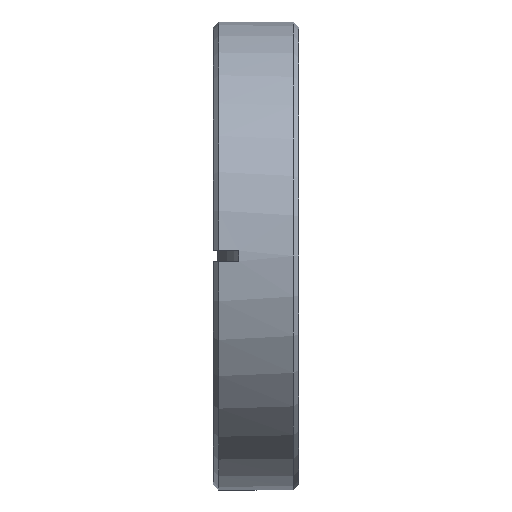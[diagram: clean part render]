
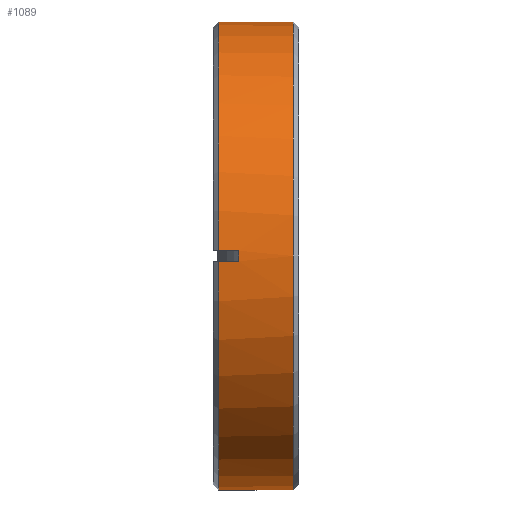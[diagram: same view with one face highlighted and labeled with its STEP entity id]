
A CAD part, left-side view. The second image highlights one B-rep face of the part: STEP entity #1089.
In plain terms, the highlighted cylindrical face has radius 34.925 mm (diameter 69.85 mm), a partial arc.
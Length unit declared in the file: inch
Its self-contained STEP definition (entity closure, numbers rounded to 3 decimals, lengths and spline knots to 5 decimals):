
#18 = CIRCLE ( 'NONE', #270, 1.375 ) ;
#64 = CARTESIAN_POINT ( 'NONE',  ( -1.37465, 0., 0.031 ) ) ;
#80 = CARTESIAN_POINT ( 'NONE',  ( 0., 0.03, 1.375 ) ) ;
#185 = LINE ( 'NONE', #796, #981 ) ;
#214 = EDGE_CURVE ( 'NONE', #1938, #284, #18, .T. ) ;
#270 = AXIS2_PLACEMENT_3D ( 'NONE', #1741, #1309, #1898 ) ;
#284 = VERTEX_POINT ( 'NONE', #80 ) ;
#322 = ORIENTED_EDGE ( 'NONE', *, *, #1592, .T. ) ;
#359 = EDGE_CURVE ( 'NONE', #456, #466, #1007, .T. ) ;
#366 = DIRECTION ( 'NONE',  ( 0., 0., 1. ) ) ;
#384 = DIRECTION ( 'NONE',  ( 0., -1., 0. ) ) ;
#391 = CARTESIAN_POINT ( 'NONE',  ( -1.37512, 0.35206, -0.00002 ) ) ;
#416 = VERTEX_POINT ( 'NONE', #1237 ) ;
#456 = VERTEX_POINT ( 'NONE', #1068 ) ;
#466 = VERTEX_POINT ( 'NONE', #778 ) ;
#483 = DIRECTION ( 'NONE',  ( 0., 1., 0. ) ) ;
#553 = CARTESIAN_POINT ( 'NONE',  ( 0., 0.47, -1.375 ) ) ;
#574 = ORIENTED_EDGE ( 'NONE', *, *, #939, .T. ) ;
#622 = AXIS2_PLACEMENT_3D ( 'NONE', #962, #483, #366 ) ;
#626 = EDGE_CURVE ( 'NONE', #1336, #416, #1561, .T. ) ;
#636 = CYLINDRICAL_SURFACE ( 'NONE', #622, 1.375 ) ;
#656 = AXIS2_PLACEMENT_3D ( 'NONE', #1812, #1324, #997 ) ;
#659 = VECTOR ( 'NONE', #1613, 39.37008 ) ;
#691 = CARTESIAN_POINT ( 'NONE',  ( -1.37465, 0.35212, 0.031 ) ) ;
#706 = AXIS2_PLACEMENT_3D ( 'NONE', #1557, #1248, #1414 ) ;
#720 = ORIENTED_EDGE ( 'NONE', *, *, #626, .F. ) ;
#727 = VECTOR ( 'NONE', #1391, 39.37008 ) ;
#778 = CARTESIAN_POINT ( 'NONE',  ( -1.37465, 0.35212, 0.031 ) ) ;
#796 = CARTESIAN_POINT ( 'NONE',  ( -1.37465, 0., -0.031 ) ) ;
#843 = CARTESIAN_POINT ( 'NONE',  ( -1.37488, 0.35209, 0.02066 ) ) ;
#845 = LINE ( 'NONE', #64, #1892 ) ;
#895 = CARTESIAN_POINT ( 'NONE',  ( 0., 0., 1.375 ) ) ;
#939 = EDGE_CURVE ( 'NONE', #284, #1948, #1652, .T. ) ;
#950 = VERTEX_POINT ( 'NONE', #1516 ) ;
#962 = CARTESIAN_POINT ( 'NONE',  ( 0., 0., 0. ) ) ;
#981 = VECTOR ( 'NONE', #1106, 39.37008 ) ;
#997 = DIRECTION ( 'NONE',  ( 0., 0., 1. ) ) ;
#1007 = B_SPLINE_CURVE_WITH_KNOTS ( 'NONE', 3,
 ( #1496, #1631, #391, #843, #691 ),
 .UNSPECIFIED., .F., .F.,
 ( 4, 1, 4 ),
 ( 0.06848, 0.06927, 0.07005 ),
 .UNSPECIFIED. ) ;
#1068 = CARTESIAN_POINT ( 'NONE',  ( -1.37465, 0.35212, -0.031 ) ) ;
#1074 = ORIENTED_EDGE ( 'NONE', *, *, #1332, .F. ) ;
#1089 = ADVANCED_FACE ( 'NONE', ( #1258 ), #636, .T. ) ;
#1106 = DIRECTION ( 'NONE',  ( 0., -1., 0. ) ) ;
#1113 = CARTESIAN_POINT ( 'NONE',  ( 0., 0.03, -1.375 ) ) ;
#1237 = CARTESIAN_POINT ( 'NONE',  ( -1.37465, 0.47, -0.031 ) ) ;
#1248 = DIRECTION ( 'NONE',  ( 0., 1., 0. ) ) ;
#1258 = FACE_OUTER_BOUND ( 'NONE', #1816, .T. ) ;
#1309 = DIRECTION ( 'NONE',  ( 0., 1., 0. ) ) ;
#1324 = DIRECTION ( 'NONE',  ( 0., 1., 0. ) ) ;
#1332 = EDGE_CURVE ( 'NONE', #950, #1948, #1371, .T. ) ;
#1336 = VERTEX_POINT ( 'NONE', #553 ) ;
#1371 = CIRCLE ( 'NONE', #656, 1.375 ) ;
#1388 = ORIENTED_EDGE ( 'NONE', *, *, #214, .T. ) ;
#1391 = DIRECTION ( 'NONE',  ( 0., 1., 0. ) ) ;
#1393 = ORIENTED_EDGE ( 'NONE', *, *, #1692, .F. ) ;
#1414 = DIRECTION ( 'NONE',  ( 0., 0., 1. ) ) ;
#1490 = EDGE_CURVE ( 'NONE', #416, #456, #185, .T. ) ;
#1496 = CARTESIAN_POINT ( 'NONE',  ( -1.37465, 0.35212, -0.031 ) ) ;
#1502 = ORIENTED_EDGE ( 'NONE', *, *, #359, .F. ) ;
#1516 = CARTESIAN_POINT ( 'NONE',  ( -1.37465, 0.47, 0.031 ) ) ;
#1557 = CARTESIAN_POINT ( 'NONE',  ( 0., 0.47, 0. ) ) ;
#1561 = CIRCLE ( 'NONE', #706, 1.375 ) ;
#1592 = EDGE_CURVE ( 'NONE', #950, #466, #845, .T. ) ;
#1613 = DIRECTION ( 'NONE',  ( 0., 1., 0. ) ) ;
#1631 = CARTESIAN_POINT ( 'NONE',  ( -1.37488, 0.35209, -0.02067 ) ) ;
#1652 = LINE ( 'NONE', #895, #727 ) ;
#1653 = LINE ( 'NONE', #1787, #659 ) ;
#1692 = EDGE_CURVE ( 'NONE', #1938, #1336, #1653, .T. ) ;
#1718 = CARTESIAN_POINT ( 'NONE',  ( 0., 0.47, 1.375 ) ) ;
#1741 = CARTESIAN_POINT ( 'NONE',  ( 0., 0.03, 0. ) ) ;
#1787 = CARTESIAN_POINT ( 'NONE',  ( 0., 0., -1.375 ) ) ;
#1812 = CARTESIAN_POINT ( 'NONE',  ( 0., 0.47, 0. ) ) ;
#1816 = EDGE_LOOP ( 'NONE', ( #1393, #1388, #574, #1074, #322, #1502, #1838, #720 ) ) ;
#1838 = ORIENTED_EDGE ( 'NONE', *, *, #1490, .F. ) ;
#1892 = VECTOR ( 'NONE', #384, 39.37008 ) ;
#1898 = DIRECTION ( 'NONE',  ( 0., 0., 1. ) ) ;
#1938 = VERTEX_POINT ( 'NONE', #1113 ) ;
#1948 = VERTEX_POINT ( 'NONE', #1718 ) ;
